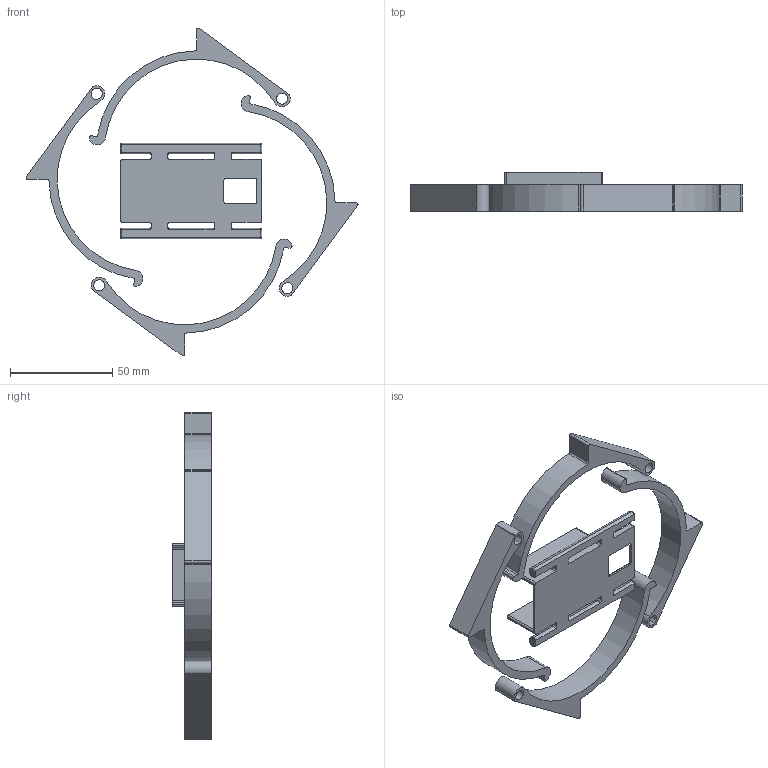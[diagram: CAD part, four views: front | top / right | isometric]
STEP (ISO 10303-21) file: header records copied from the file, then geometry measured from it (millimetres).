
FILE_DESCRIPTION (( 'STEP AP214' ), '1' );
FILE_NAME ('ArmBandforPrinting v1.STEP', '2024-01-21T00:39:21', ( '' ), ( '' ), 'SwSTEP 2.0', 'SolidWorks 2023', '' );
FILE_SCHEMA (( 'AUTOMOTIVE_DESIGN' ));
Length unit declared in the file: millimetre
Products named in the file (3): HRand9V mount v1; Arm Clamp v2; ArmBandforPrinting v1
Assembly tree (5 placements, depth 2):
  ArmBandforPrinting v1
    HRand9V mount v1
    Arm Clamp v2  x4
Bounding box: 162.21 x 19 x 160.24 mm (x, y, z)
Volume: 43191.7 mm3; surface area: 31202.4 mm2
Topology: 5 solids, 5 shells, 168 faces, 460 edges, 300 vertices
Faces by surface type: cylinder 88, plane 56, torus 24
Entity records: 4035 total; most frequent: CARTESIAN_POINT 836, DIRECTION 691, ORIENTED_EDGE 650, EDGE_CURVE 325, AXIS2_PLACEMENT_3D 265, VERTEX_POINT 210, LINE 161, VECTOR 161
